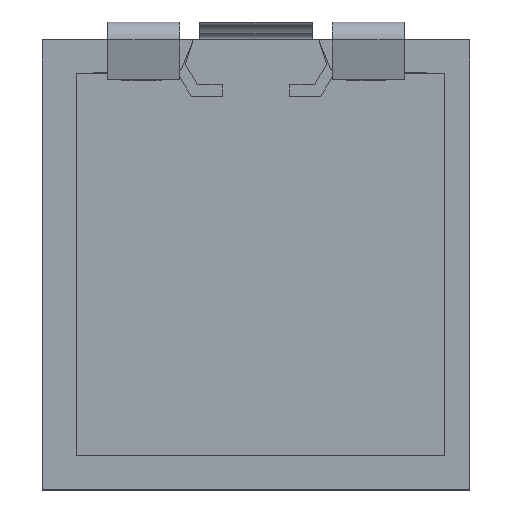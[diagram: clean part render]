
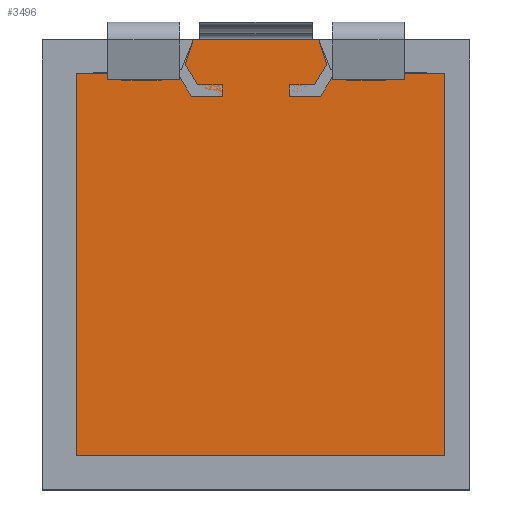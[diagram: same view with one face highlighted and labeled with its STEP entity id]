
A CAD part, top view. The second image highlights one B-rep face of the part: STEP entity #3496.
In plain terms, the highlighted planar face has unit normal (0, 0, 1).
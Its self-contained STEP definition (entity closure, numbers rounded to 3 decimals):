
#107 = CARTESIAN_POINT ( 'NONE',  ( -0.254, 2.794, 0. ) ) ;
#210 = EDGE_CURVE ( 'NONE', #2419, #3195, #1068, .T. ) ;
#257 = VERTEX_POINT ( 'NONE', #5676 ) ;
#343 = CARTESIAN_POINT ( 'NONE',  ( 1.829, 0.445, 0. ) ) ;
#441 = VERTEX_POINT ( 'NONE', #4078 ) ;
#521 = ORIENTED_EDGE ( 'NONE', *, *, #5297, .T. ) ;
#603 = CARTESIAN_POINT ( 'NONE',  ( -2.337, -1.905, 0. ) ) ;
#724 = LINE ( 'NONE', #2449, #3248 ) ;
#773 = VERTEX_POINT ( 'NONE', #1375 ) ;
#782 = FACE_OUTER_BOUND ( 'NONE', #5196, .T. ) ;
#814 = ORIENTED_EDGE ( 'NONE', *, *, #2509, .T. ) ;
#952 = LINE ( 'NONE', #4503, #3465 ) ;
#960 = DIRECTION ( 'NONE',  ( 0., 0., 1. ) ) ;
#989 = LINE ( 'NONE', #107, #3748 ) ;
#1066 = VERTEX_POINT ( 'NONE', #1755 ) ;
#1068 = LINE ( 'NONE', #4240, #5799 ) ;
#1259 = CARTESIAN_POINT ( 'NONE',  ( -1.016, 2.794, 0. ) ) ;
#1375 = CARTESIAN_POINT ( 'NONE',  ( -2.337, 2.413, 0. ) ) ;
#1421 = ORIENTED_EDGE ( 'NONE', *, *, #4374, .T. ) ;
#1510 = CARTESIAN_POINT ( 'NONE',  ( -2.337, 0.445, 0. ) ) ;
#1596 = DIRECTION ( 'NONE',  ( 0., -1., 0. ) ) ;
#1640 = VECTOR ( 'NONE', #1596, 1000. ) ;
#1755 = CARTESIAN_POINT ( 'NONE',  ( 0.406, 2.794, 0. ) ) ;
#1865 = DIRECTION ( 'NONE',  ( -0.303, 0.953, 0. ) ) ;
#1908 = EDGE_CURVE ( 'NONE', #1066, #5757, #989, .T. ) ;
#2418 = LINE ( 'NONE', #1510, #1640 ) ;
#2419 = VERTEX_POINT ( 'NONE', #603 ) ;
#2449 = CARTESIAN_POINT ( 'NONE',  ( -0.254, 2.413, 0. ) ) ;
#2480 = ORIENTED_EDGE ( 'NONE', *, *, #1908, .T. ) ;
#2509 = EDGE_CURVE ( 'NONE', #5757, #257, #5298, .T. ) ;
#2557 = LINE ( 'NONE', #2991, #3057 ) ;
#2577 = ORIENTED_EDGE ( 'NONE', *, *, #210, .T. ) ;
#2612 = CARTESIAN_POINT ( 'NONE',  ( -0.254, 0.445, 0. ) ) ;
#2725 = DIRECTION ( 'NONE',  ( 1., 0., 0. ) ) ;
#2855 = DIRECTION ( 'NONE',  ( 1., 0., 0. ) ) ;
#2934 = EDGE_CURVE ( 'NONE', #441, #1066, #952, .T. ) ;
#2991 = CARTESIAN_POINT ( 'NONE',  ( -0.254, 2.413, 0. ) ) ;
#3025 = CARTESIAN_POINT ( 'NONE',  ( 1.829, -1.905, 0. ) ) ;
#3038 = DIRECTION ( 'NONE',  ( -0.303, -0.953, 0. ) ) ;
#3057 = VECTOR ( 'NONE', #4313, 1000. ) ;
#3098 = CARTESIAN_POINT ( 'NONE',  ( -1.016, 2.794, 0. ) ) ;
#3149 = ORIENTED_EDGE ( 'NONE', *, *, #2934, .T. ) ;
#3195 = VERTEX_POINT ( 'NONE', #3025 ) ;
#3248 = VECTOR ( 'NONE', #4316, 1000. ) ;
#3465 = VECTOR ( 'NONE', #1865, 1000. ) ;
#3496 = ADVANCED_FACE ( 'NONE', ( #782 ), #5278, .T. ) ;
#3506 = EDGE_CURVE ( 'NONE', #3195, #3899, #4481, .T. ) ;
#3543 = EDGE_CURVE ( 'NONE', #257, #773, #2557, .T. ) ;
#3652 = ORIENTED_EDGE ( 'NONE', *, *, #3543, .T. ) ;
#3684 = DIRECTION ( 'NONE',  ( -1., 0., 0. ) ) ;
#3748 = VECTOR ( 'NONE', #3684, 1000. ) ;
#3899 = VERTEX_POINT ( 'NONE', #4442 ) ;
#4078 = CARTESIAN_POINT ( 'NONE',  ( 0.54, 2.464, 0. ) ) ;
#4240 = CARTESIAN_POINT ( 'NONE',  ( -0.254, -1.905, 0. ) ) ;
#4313 = DIRECTION ( 'NONE',  ( -1., 0., 0. ) ) ;
#4316 = DIRECTION ( 'NONE',  ( -1., 0., 0. ) ) ;
#4374 = EDGE_CURVE ( 'NONE', #3899, #441, #724, .T. ) ;
#4375 = AXIS2_PLACEMENT_3D ( 'NONE', #2612, #960, #2725 ) ;
#4442 = CARTESIAN_POINT ( 'NONE',  ( 1.829, 2.413, 0. ) ) ;
#4481 = LINE ( 'NONE', #343, #4562 ) ;
#4503 = CARTESIAN_POINT ( 'NONE',  ( 0.495, 2.515, 0. ) ) ;
#4562 = VECTOR ( 'NONE', #4842, 1000. ) ;
#4658 = ORIENTED_EDGE ( 'NONE', *, *, #3506, .T. ) ;
#4842 = DIRECTION ( 'NONE',  ( 0., 1., 0. ) ) ;
#5154 = VECTOR ( 'NONE', #3038, 1000. ) ;
#5196 = EDGE_LOOP ( 'NONE', ( #814, #3652, #521, #2577, #4658, #1421, #3149, #2480 ) ) ;
#5278 = PLANE ( 'NONE',  #4375 ) ;
#5297 = EDGE_CURVE ( 'NONE', #773, #2419, #2418, .T. ) ;
#5298 = LINE ( 'NONE', #1259, #5154 ) ;
#5676 = CARTESIAN_POINT ( 'NONE',  ( -1.149, 2.464, 0. ) ) ;
#5757 = VERTEX_POINT ( 'NONE', #3098 ) ;
#5799 = VECTOR ( 'NONE', #2855, 1000. ) ;
